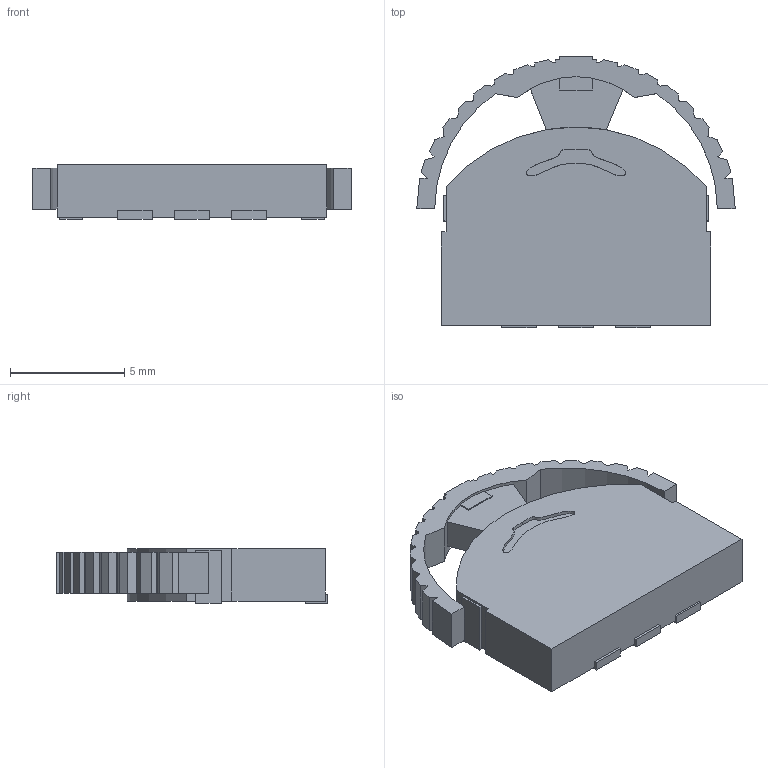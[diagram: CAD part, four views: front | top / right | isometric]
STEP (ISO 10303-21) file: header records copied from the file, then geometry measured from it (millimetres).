
FILE_DESCRIPTION(/* description */ (''),/* implementation_level */ '2;1');
FILE_NAME(/* name */ 'NAV_SWITCH v2.step',/* time_stamp */ '2018-03-22T15:54:34+00:00',/* author */ ('eric.n.tech'),/* organization */ (''),/* preprocessor_version */ 'ST-DEVELOPER v16.13',/* originating_system */ 'Autodesk Translation Framework v6.5.0.72',/* authorisation */ '');
FILE_SCHEMA (('AUTOMOTIVE_DESIGN { 1 0 10303 214 3 1 1 }'));
Length unit declared in the file: millimetre
Products named in the file (1): NAV_SWITCH
Bounding box: 13.96 x 11.92 x 2.4 mm (x, y, z)
Volume: 248.2 mm3; surface area: 399.4 mm2
Topology: 1 solids, 1 shells, 139 faces, 402 edges, 268 vertices
Faces by surface type: plane 117, cylinder 20, bspline 2
Entity records: 4680 total; most frequent: CARTESIAN_POINT 916, ORIENTED_EDGE 804, DIRECTION 722, EDGE_CURVE 402, LINE 350, VECTOR 350, VERTEX_POINT 268, AXIS2_PLACEMENT_3D 186
